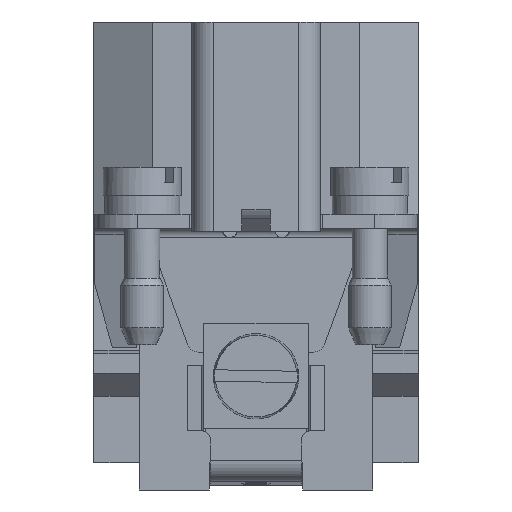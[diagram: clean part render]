
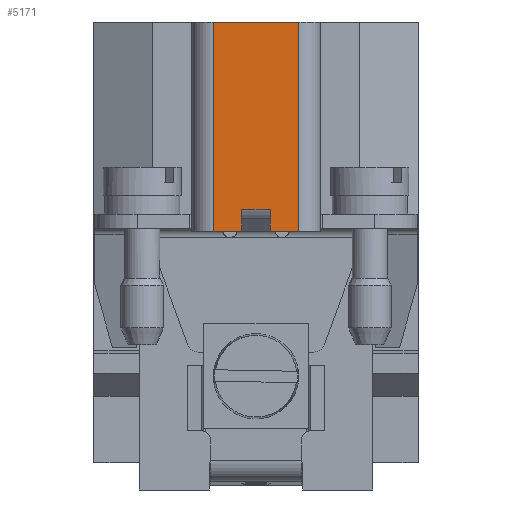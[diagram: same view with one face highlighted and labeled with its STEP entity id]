
A CAD part, left-side view. The second image highlights one B-rep face of the part: STEP entity #5171.
In plain terms, the highlighted planar face has unit normal (-1, 0, 0).
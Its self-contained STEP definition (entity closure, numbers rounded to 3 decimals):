
#4254=FACE_OUTER_BOUND('',#8153,.T.);
#5171=ADVANCED_FACE('',(#4254),#6156,.F.);
#6156=PLANE('',#24258);
#8153=EDGE_LOOP('',(#11316,#11317,#11318,#11319,#11320,#11321,#11322,#11323));
#11316=ORIENTED_EDGE('',*,*,#17801,.F.);
#11317=ORIENTED_EDGE('',*,*,#17802,.F.);
#11318=ORIENTED_EDGE('',*,*,#17803,.F.);
#11319=ORIENTED_EDGE('',*,*,#17804,.F.);
#11320=ORIENTED_EDGE('',*,*,#17790,.F.);
#11321=ORIENTED_EDGE('',*,*,#17794,.F.);
#11322=ORIENTED_EDGE('',*,*,#17798,.F.);
#11323=ORIENTED_EDGE('',*,*,#17800,.F.);
#15535=VERTEX_POINT('',#33680);
#15536=VERTEX_POINT('',#33681);
#15539=VERTEX_POINT('',#33689);
#15540=VERTEX_POINT('',#33694);
#15541=VERTEX_POINT('',#33698);
#15542=VERTEX_POINT('',#33702);
#15543=VERTEX_POINT('',#33704);
#15544=VERTEX_POINT('',#33706);
#17790=EDGE_CURVE('',#15535,#15536,#20211,.T.);
#17794=EDGE_CURVE('',#15539,#15535,#20213,.T.);
#17798=EDGE_CURVE('',#15540,#15539,#20217,.T.);
#17800=EDGE_CURVE('',#15541,#15540,#20219,.T.);
#17801=EDGE_CURVE('',#15542,#15541,#20220,.T.);
#17802=EDGE_CURVE('',#15543,#15542,#20221,.T.);
#17803=EDGE_CURVE('',#15544,#15543,#20222,.T.);
#17804=EDGE_CURVE('',#15536,#15544,#20223,.T.);
#20211=LINE('',#33679,#22219);
#20213=LINE('',#33688,#22221);
#20217=LINE('',#33695,#22225);
#20219=LINE('',#33699,#22227);
#20220=LINE('',#33701,#22228);
#20221=LINE('',#33703,#22229);
#20222=LINE('',#33705,#22230);
#20223=LINE('',#33707,#22231);
#22219=VECTOR('',#27500,1.);
#22221=VECTOR('',#27508,1.);
#22225=VECTOR('',#27514,1.);
#22227=VECTOR('',#27518,1.);
#22228=VECTOR('',#27521,1.);
#22229=VECTOR('',#27522,1.);
#22230=VECTOR('',#27523,1.);
#22231=VECTOR('',#27524,1.);
#24258=AXIS2_PLACEMENT_3D('',#33708,#27525,#27526);
#27500=DIRECTION('',(0.,0.,1.));
#27508=DIRECTION('',(0.,1.,0.));
#27514=DIRECTION('',(0.,0.,-1.));
#27518=DIRECTION('',(0.,1.,0.));
#27521=DIRECTION('',(0.,0.,1.));
#27522=DIRECTION('',(0.,1.,0.));
#27523=DIRECTION('',(0.,0.,-1.));
#27524=DIRECTION('',(0.,-1.,0.));
#27525=DIRECTION('',(1.,0.,0.));
#27526=DIRECTION('',(0.,-1.,0.));
#33679=CARTESIAN_POINT('',(-27.75,3.,-0.201));
#33680=CARTESIAN_POINT('',(-27.75,3.,-0.201));
#33681=CARTESIAN_POINT('',(-27.75,3.,14.499));
#33688=CARTESIAN_POINT('',(-27.75,1.,-0.201));
#33689=CARTESIAN_POINT('',(-27.75,1.,-0.201));
#33694=CARTESIAN_POINT('',(-27.75,1.,1.299));
#33695=CARTESIAN_POINT('',(-27.75,1.,1.299));
#33698=CARTESIAN_POINT('',(-27.75,-1.,1.299));
#33699=CARTESIAN_POINT('',(-27.75,-1.,1.299));
#33701=CARTESIAN_POINT('',(-27.75,-1.,-0.201));
#33702=CARTESIAN_POINT('',(-27.75,-1.,-0.201));
#33703=CARTESIAN_POINT('',(-27.75,-3.,-0.201));
#33704=CARTESIAN_POINT('',(-27.75,-3.,-0.201));
#33705=CARTESIAN_POINT('',(-27.75,-3.,14.499));
#33706=CARTESIAN_POINT('',(-27.75,-3.,14.499));
#33707=CARTESIAN_POINT('',(-27.75,3.,14.499));
#33708=CARTESIAN_POINT('',(-27.75,3.16,14.599));
